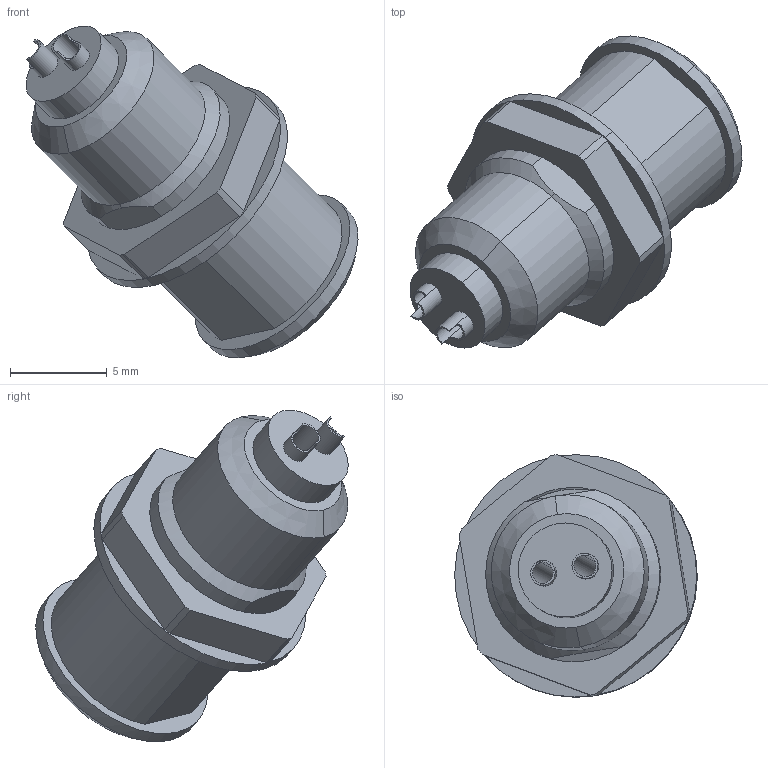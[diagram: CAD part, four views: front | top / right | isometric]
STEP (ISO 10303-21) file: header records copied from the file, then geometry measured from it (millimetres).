
FILE_DESCRIPTION (( 'STEP AP214' ), '1' );
FILE_NAME ('EGG.0B.302.CLL(female).STEP', '2023-11-02T15:59:13', ( '' ), ( '' ), 'SwSTEP 2.0', 'SolidWorks 2020', '' );
FILE_SCHEMA (( 'AUTOMOTIVE_DESIGN' ));
Length unit declared in the file: millimetre
Products named in the file (2): EGG.0B.302.CLL(female); EGG.0B.302.CLL.stp
Assembly tree (1 placements, depth 2):
  EGG.0B.302.CLL(female)
    EGG.0B.302.CLL.stp
Bounding box: 17.12 x 16.11 x 17.1 mm (x, y, z)
Volume: 977.5 mm3; surface area: 1454.5 mm2
Topology: 1 solids, 1 shells, 107 faces, 265 edges, 162 vertices
Faces by surface type: cylinder 53, plane 33, torus 13, cone 8
Entity records: 4060 total; most frequent: CARTESIAN_POINT 694, DIRECTION 589, ORIENTED_EDGE 530, EDGE_CURVE 265, AXIS2_PLACEMENT_3D 235, VERTEX_POINT 162, CIRCLE 124, EDGE_LOOP 121
